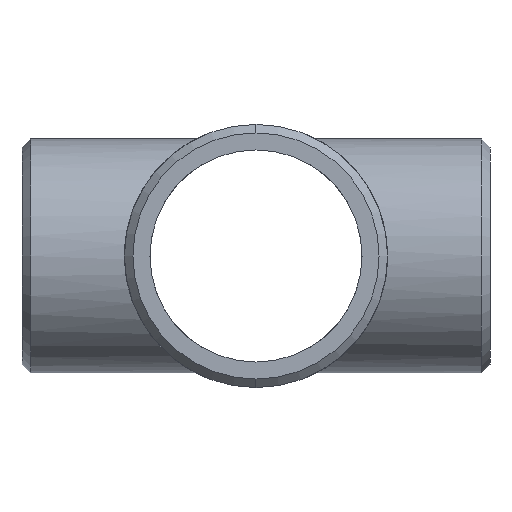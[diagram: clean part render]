
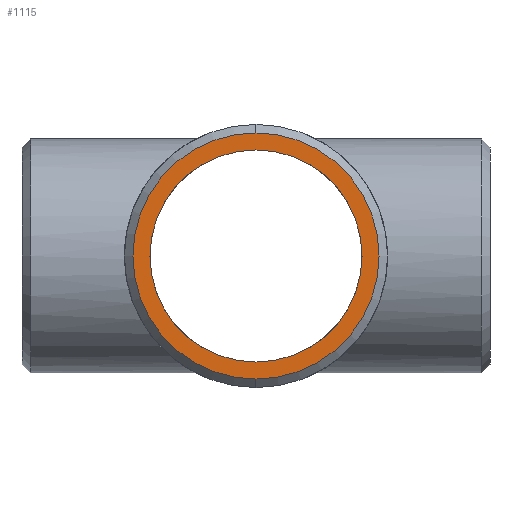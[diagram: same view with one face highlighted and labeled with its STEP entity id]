
A CAD part, left-side view. The second image highlights one B-rep face of the part: STEP entity #1115.
In plain terms, the highlighted planar face has unit normal (-1, 0, 0).
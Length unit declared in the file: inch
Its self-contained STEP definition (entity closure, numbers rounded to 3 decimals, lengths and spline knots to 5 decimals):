
#20 = DIRECTION ( 'NONE',  ( 0., 0., 1. ) ) ;
#63 = AXIS2_PLACEMENT_3D ( 'NONE', #245, #552, #20 ) ;
#156 = DIRECTION ( 'NONE',  ( -1., 0., 0. ) ) ;
#160 = VERTEX_POINT ( 'NONE', #702 ) ;
#195 = CARTESIAN_POINT ( 'NONE',  ( -4.12, 0., 0. ) ) ;
#204 = ORIENTED_EDGE ( 'NONE', *, *, #299, .T. ) ;
#245 = CARTESIAN_POINT ( 'NONE',  ( -4.12, 0., 0. ) ) ;
#247 = DIRECTION ( 'NONE',  ( -1., 0., 0. ) ) ;
#287 = ORIENTED_EDGE ( 'NONE', *, *, #1257, .T. ) ;
#297 = ORIENTED_EDGE ( 'NONE', *, *, #786, .T. ) ;
#299 = EDGE_CURVE ( 'NONE', #1030, #160, #563, .T. ) ;
#302 = CARTESIAN_POINT ( 'NONE',  ( -4.12, 0., -2.104 ) ) ;
#375 = VERTEX_POINT ( 'NONE', #690 ) ;
#377 = AXIS2_PLACEMENT_3D ( 'NONE', #669, #156, #882 ) ;
#382 = DIRECTION ( 'NONE',  ( 0., 0., -1. ) ) ;
#463 = CIRCLE ( 'NONE', #1001, 1.812 ) ;
#500 = CARTESIAN_POINT ( 'NONE',  ( -4.12, 0., 0. ) ) ;
#505 = DIRECTION ( 'NONE',  ( 1., 0., 0. ) ) ;
#552 = DIRECTION ( 'NONE',  ( 1., 0., 0. ) ) ;
#563 = CIRCLE ( 'NONE', #1039, 2.104 ) ;
#569 = ORIENTED_EDGE ( 'NONE', *, *, #991, .T. ) ;
#594 = EDGE_LOOP ( 'NONE', ( #204, #287 ) ) ;
#603 = PLANE ( 'NONE',  #932 ) ;
#669 = CARTESIAN_POINT ( 'NONE',  ( -4.12, 0., 0. ) ) ;
#684 = CIRCLE ( 'NONE', #377, 2.104 ) ;
#690 = CARTESIAN_POINT ( 'NONE',  ( -4.12, 0., 1.812 ) ) ;
#702 = CARTESIAN_POINT ( 'NONE',  ( -4.12, 0., 2.104 ) ) ;
#786 = EDGE_CURVE ( 'NONE', #375, #1037, #930, .T. ) ;
#820 = FACE_BOUND ( 'NONE', #1024, .T. ) ;
#882 = DIRECTION ( 'NONE',  ( 0., 0., 1. ) ) ;
#907 = DIRECTION ( 'NONE',  ( -1., 0., 0. ) ) ;
#930 = CIRCLE ( 'NONE', #63, 1.812 ) ;
#932 = AXIS2_PLACEMENT_3D ( 'NONE', #500, #907, #382 ) ;
#991 = EDGE_CURVE ( 'NONE', #1037, #375, #463, .T. ) ;
#1001 = AXIS2_PLACEMENT_3D ( 'NONE', #195, #505, #1056 ) ;
#1024 = EDGE_LOOP ( 'NONE', ( #297, #569 ) ) ;
#1030 = VERTEX_POINT ( 'NONE', #302 ) ;
#1037 = VERTEX_POINT ( 'NONE', #1375 ) ;
#1039 = AXIS2_PLACEMENT_3D ( 'NONE', #1210, #247, #1225 ) ;
#1056 = DIRECTION ( 'NONE',  ( 0., 0., 1. ) ) ;
#1115 = ADVANCED_FACE ( 'NONE', ( #1355, #820 ), #603, .T. ) ;
#1210 = CARTESIAN_POINT ( 'NONE',  ( -4.12, 0., 0. ) ) ;
#1225 = DIRECTION ( 'NONE',  ( 0., 0., 1. ) ) ;
#1257 = EDGE_CURVE ( 'NONE', #160, #1030, #684, .T. ) ;
#1355 = FACE_OUTER_BOUND ( 'NONE', #594, .T. ) ;
#1375 = CARTESIAN_POINT ( 'NONE',  ( -4.12, 0., -1.812 ) ) ;
